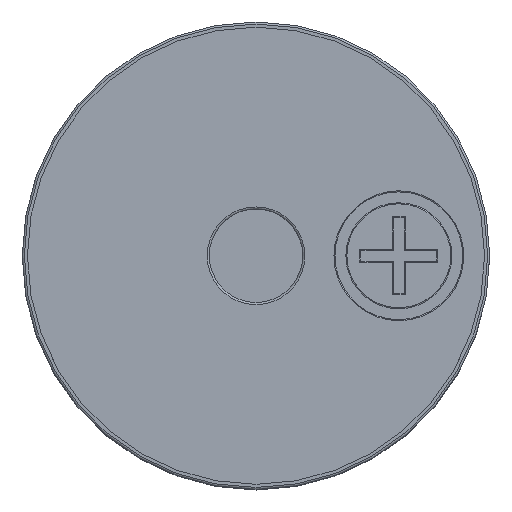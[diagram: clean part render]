
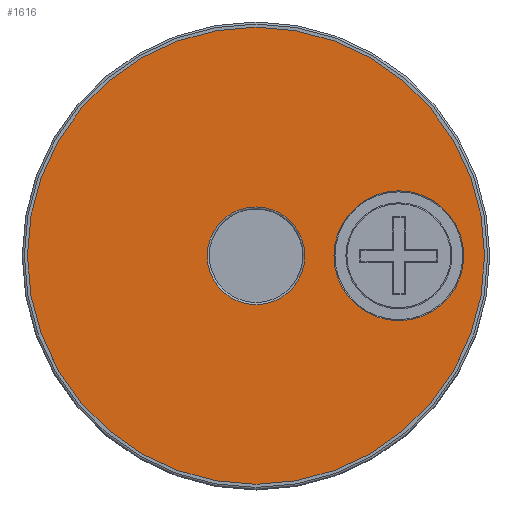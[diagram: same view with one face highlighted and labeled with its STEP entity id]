
A CAD part, top view. The second image highlights one B-rep face of the part: STEP entity #1616.
In plain terms, the highlighted planar face has unit normal (0, 0, 1).
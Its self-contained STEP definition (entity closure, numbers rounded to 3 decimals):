
#70=FACE_BOUND('',#604,.T.);
#71=FACE_BOUND('',#605,.T.);
#78=PLANE('',#1762);
#489=FACE_OUTER_BOUND('',#603,.T.);
#603=EDGE_LOOP('',(#1161));
#604=EDGE_LOOP('',(#1162));
#605=EDGE_LOOP('',(#1163));
#724=CIRCLE('',#1757,0.94);
#728=CIRCLE('',#1763,4.4);
#729=CIRCLE('',#1764,1.25);
#770=VERTEX_POINT('',#2446);
#773=VERTEX_POINT('',#2456);
#774=VERTEX_POINT('',#2458);
#918=EDGE_CURVE('',#770,#770,#724,.T.);
#923=EDGE_CURVE('',#773,#773,#728,.T.);
#924=EDGE_CURVE('',#774,#774,#729,.T.);
#1161=ORIENTED_EDGE('',*,*,#923,.T.);
#1162=ORIENTED_EDGE('',*,*,#924,.T.);
#1163=ORIENTED_EDGE('',*,*,#918,.F.);
#1616=ADVANCED_FACE('',(#489,#70,#71),#78,.T.);
#1757=AXIS2_PLACEMENT_3D('',#2447,#1946,#1947);
#1762=AXIS2_PLACEMENT_3D('',#2455,#1957,#1958);
#1763=AXIS2_PLACEMENT_3D('',#2457,#1959,#1960);
#1764=AXIS2_PLACEMENT_3D('',#2459,#1961,#1962);
#1946=DIRECTION('center_axis',(0.,0.,1.));
#1947=DIRECTION('ref_axis',(-1.,0.,0.));
#1957=DIRECTION('center_axis',(0.,0.,1.));
#1958=DIRECTION('ref_axis',(1.,0.,0.));
#1959=DIRECTION('center_axis',(0.,0.,1.));
#1960=DIRECTION('ref_axis',(-1.,0.,0.));
#1961=DIRECTION('center_axis',(0.,0.,-1.));
#1962=DIRECTION('ref_axis',(-1.,0.,0.));
#2446=CARTESIAN_POINT('',(0.94,0.,5.5));
#2447=CARTESIAN_POINT('Origin',(0.,0.,5.5));
#2455=CARTESIAN_POINT('Origin',(0.,0.,5.5));
#2456=CARTESIAN_POINT('',(4.4,0.,5.5));
#2457=CARTESIAN_POINT('Origin',(0.,0.,5.5));
#2458=CARTESIAN_POINT('',(4.,0.,5.5));
#2459=CARTESIAN_POINT('Origin',(2.75,0.,5.5));
